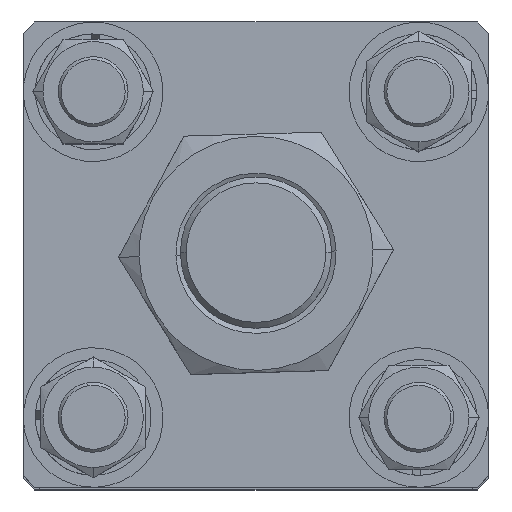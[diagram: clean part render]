
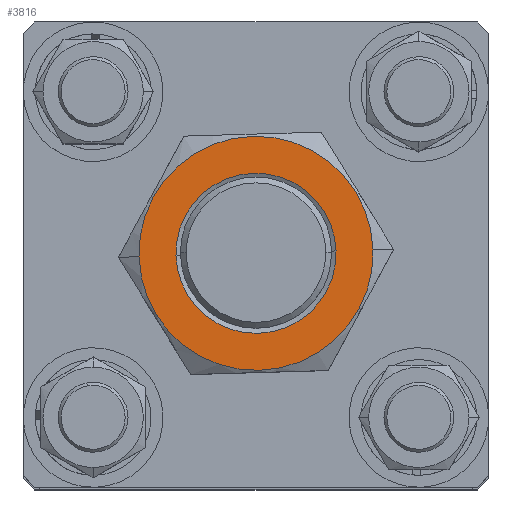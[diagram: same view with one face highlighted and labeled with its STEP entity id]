
A CAD part, top view. The second image highlights one B-rep face of the part: STEP entity #3816.
In plain terms, the highlighted planar face has unit normal (0, 0, 1).
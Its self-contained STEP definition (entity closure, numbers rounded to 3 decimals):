
#49 = CARTESIAN_POINT ( 'NONE',  ( 0., 0., 0. ) ) ;
#50 = DIRECTION ( 'NONE',  ( 0., 0., -1. ) ) ;
#51 = DIRECTION ( 'NONE',  ( 1., 0., 0. ) ) ;
#55 = CARTESIAN_POINT ( 'NONE',  ( 0., 0., 0. ) ) ;
#56 = DIRECTION ( 'NONE',  ( 0., 0., -1. ) ) ;
#57 = DIRECTION ( 'NONE',  ( -1., 0., 0. ) ) ;
#240 = VERTEX_POINT ( 'NONE', #571 ) ;
#243 = VERTEX_POINT ( 'NONE', #574 ) ;
#284 = VERTEX_POINT ( 'NONE', #702 ) ;
#356 = VERTEX_POINT ( 'NONE', #4036 ) ;
#408 = ORIENTED_EDGE ( 'NONE', *, *, #4675, .F. ) ;
#421 = ORIENTED_EDGE ( 'NONE', *, *, #4673, .T. ) ;
#485 = ORIENTED_EDGE ( 'NONE', *, *, #5924, .F. ) ;
#533 = ORIENTED_EDGE ( 'NONE', *, *, #5888, .T. ) ;
#571 = CARTESIAN_POINT ( 'NONE',  ( 20.125, 0., 0. ) ) ;
#574 = CARTESIAN_POINT ( 'NONE',  ( 13.768, 0., 0. ) ) ;
#702 = CARTESIAN_POINT ( 'NONE',  ( -13.768, 0., 0. ) ) ;
#1314 = DIRECTION ( 'NONE',  ( 1., 0., 0. ) ) ;
#1524 = CARTESIAN_POINT ( 'NONE',  ( 0., 0., 0. ) ) ;
#1525 = DIRECTION ( 'NONE',  ( 0., 0., -1. ) ) ;
#1526 = DIRECTION ( 'NONE',  ( 1., 0., 0. ) ) ;
#2334 = CARTESIAN_POINT ( 'NONE',  ( 0., 0., 0. ) ) ;
#2335 = DIRECTION ( 'NONE',  ( 0., 0., -1. ) ) ;
#2336 = DIRECTION ( 'NONE',  ( -1., 0., 0. ) ) ;
#2432 = CIRCLE ( 'NONE', #4331, 20.125 ) ;
#3816 = ADVANCED_FACE ( 'NONE', ( #4815, #4812 ), #6573, .T. ) ;
#4036 = CARTESIAN_POINT ( 'NONE',  ( -20.125, 0., 0. ) ) ;
#4189 = AXIS2_PLACEMENT_3D ( 'NONE', #49, #50, #51 ) ;
#4191 = AXIS2_PLACEMENT_3D ( 'NONE', #55, #56, #57 ) ;
#4258 = AXIS2_PLACEMENT_3D ( 'NONE', #1524, #1525, #1526 ) ;
#4331 = AXIS2_PLACEMENT_3D ( 'NONE', #2334, #2335, #2336 ) ;
#4591 = AXIS2_PLACEMENT_3D ( 'NONE', #6558, #6483, #1314 ) ;
#4673 = EDGE_CURVE ( 'NONE', #243, #284, #5652, .T. ) ;
#4675 = EDGE_CURVE ( 'NONE', #356, #240, #5650, .T. ) ;
#4812 = FACE_OUTER_BOUND ( 'NONE', #5464, .T. ) ;
#4815 = FACE_BOUND ( 'NONE', #5470, .T. ) ;
#5464 = EDGE_LOOP ( 'NONE', ( #408, #485 ) ) ;
#5470 = EDGE_LOOP ( 'NONE', ( #421, #533 ) ) ;
#5650 = CIRCLE ( 'NONE', #4191, 20.125 ) ;
#5652 = CIRCLE ( 'NONE', #4189, 13.768 ) ;
#5888 = EDGE_CURVE ( 'NONE', #284, #243, #5980, .T. ) ;
#5924 = EDGE_CURVE ( 'NONE', #240, #356, #2432, .T. ) ;
#5980 = CIRCLE ( 'NONE', #4258, 13.768 ) ;
#6483 = DIRECTION ( 'NONE',  ( 0., 0., 1. ) ) ;
#6558 = CARTESIAN_POINT ( 'NONE',  ( 11.836, -20.5, 0. ) ) ;
#6573 = PLANE ( 'NONE',  #4591 ) ;
